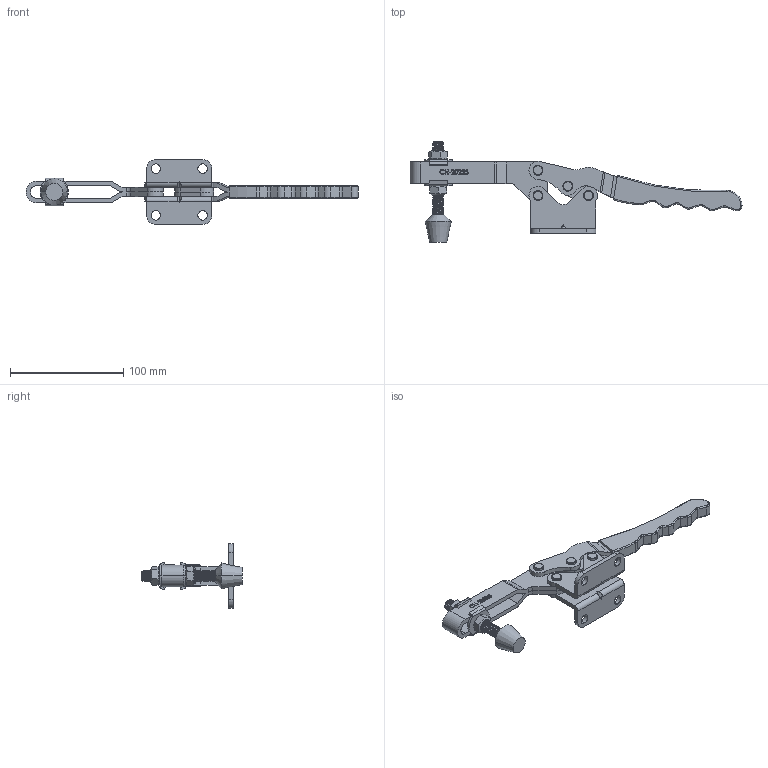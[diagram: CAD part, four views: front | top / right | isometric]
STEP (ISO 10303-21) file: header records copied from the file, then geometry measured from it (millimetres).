
FILE_DESCRIPTION (( 'STEP AP203' ), '1' );
FILE_NAME ('CH-20235.STEP', '2017-11-20T09:23:14', ( 'Windows' ), ( 'Microsoft' ), 'SwSTEP 2.0', 'SolidWorks 2015', '' );
FILE_SCHEMA (( 'CONFIG_CONTROL_DESIGN' ));
Length unit declared in the file: millimetre
Products named in the file (9): CH-FW-380; CH-FC-38312 Nut; CH-FC-38312 SPINDLE SUPPLIED; CH-20235; CH-20235-01 FLANGED BASE; CH-20235-02 U-BAR; CH-20235-03 HANDLE; CH-20235-04 CONNECTING-PLATE; CH-20235-05
Assembly tree (14 placements, depth 2):
  CH-20235
    CH-20235-01 FLANGED BASE
    CH-20235-02 U-BAR
    CH-20235-03 HANDLE
    CH-20235-04 CONNECTING-PLATE  x2
    CH-20235-05  x4
    CH-FW-380  x2
    CH-FC-38312 Nut  x2
    CH-FC-38312 SPINDLE SUPPLIED
Bounding box: 293.13 x 89 x 57.2 mm (x, y, z)
Volume: 96316.2 mm3; surface area: 54618 mm2
Topology: 15 solids, 16 shells, 818 faces, 2200 edges, 1438 vertices
Faces by surface type: plane 271, cylinder 262, bspline 194, cone 63, torus 26, sphere 2
Entity records: 36492 total; most frequent: CARTESIAN_POINT 18767, ORIENTED_EDGE 3954, DIRECTION 2739, EDGE_CURVE 1977, VERTEX_POINT 1296, LINE 973, VECTOR 973, AXIS2_PLACEMENT_3D 883
